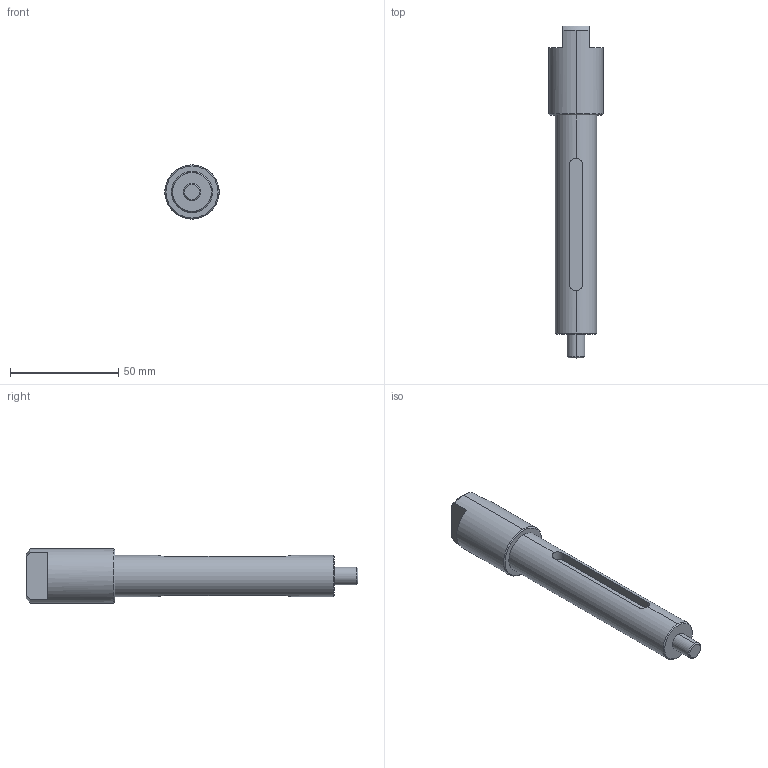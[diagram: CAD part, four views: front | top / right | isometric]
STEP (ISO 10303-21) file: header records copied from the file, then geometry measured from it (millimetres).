
FILE_DESCRIPTION (( 'STEP AP203' ), '1' );
FILE_NAME ('ROV-USI-012A-AXE BROSSE.STEP', '2024-05-22T08:47:37', ( '' ), ( '' ), 'SwSTEP 2.0', 'SolidWorks 2016', '' );
FILE_SCHEMA (( 'CONFIG_CONTROL_DESIGN' ));
Length unit declared in the file: millimetre
Products named in the file (1): ROV-USI-012A-AXE BROSSE
Bounding box: 25 x 153 x 25 mm (x, y, z)
Volume: 44104.6 mm3; surface area: 11354.7 mm2
Topology: 1 solids, 1 shells, 33 faces, 80 edges, 51 vertices
Faces by surface type: plane 14, cylinder 10, cone 9
Entity records: 1160 total; most frequent: CARTESIAN_POINT 305, DIRECTION 165, ORIENTED_EDGE 160, EDGE_CURVE 80, AXIS2_PLACEMENT_3D 63, VERTEX_POINT 51, LINE 39, VECTOR 39
